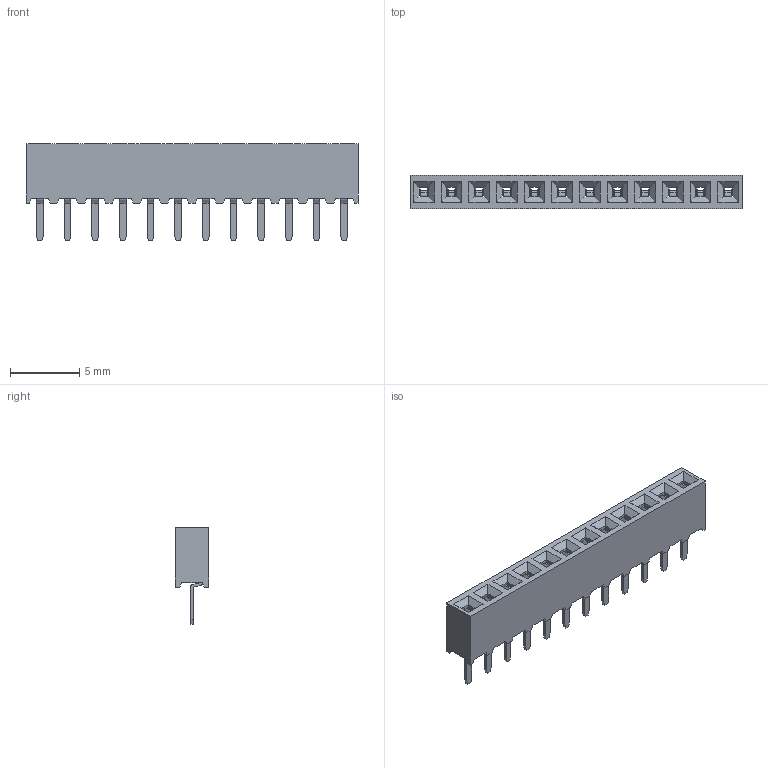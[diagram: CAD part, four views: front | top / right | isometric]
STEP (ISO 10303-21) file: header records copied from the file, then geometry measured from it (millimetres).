
FILE_DESCRIPTION(('STEP AP214'), '1');
FILE_NAME('PBS2', '', ('UNSPECIFIED'), ('UNSPECIFIED'), 'ASCON STEP Converter 1.6', 'ASCON Math Kernel', '');
FILE_SCHEMA(('AUTOMOTIVE_DESIGN { 1 0 10303 214 3 1 1}'));
Length unit declared in the file: millimetre
Bounding box: 24 x 2.4 x 7 mm (x, y, z)
Volume: 160.4 mm3; surface area: 926.6 mm2
Topology: 13 solids, 13 shells, 1006 faces, 2556 edges, 1576 vertices
Faces by surface type: plane 826, cylinder 180
Entity records: 37908 total; most frequent: CARTESIAN_POINT 5235, ORIENTED_EDGE 5112, DIRECTION 4930, EDGE_CURVE 2556, LINE 2196, VECTOR 2196, VERTEX_POINT 1672, AXIS2_PLACEMENT_3D 1367
